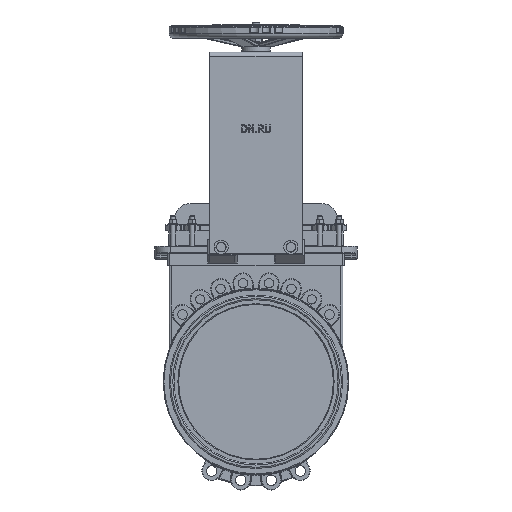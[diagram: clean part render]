
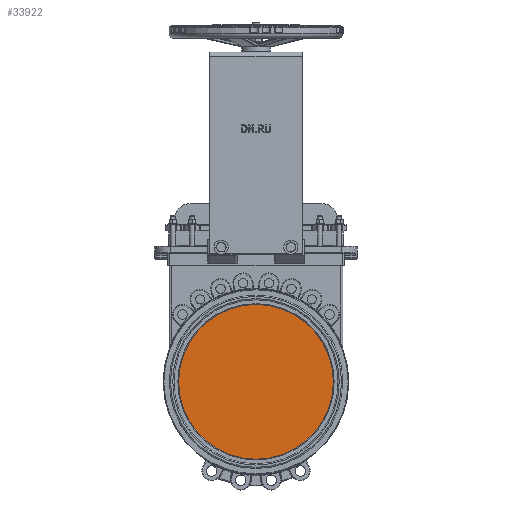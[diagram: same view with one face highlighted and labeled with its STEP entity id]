
A CAD part, top view. The second image highlights one B-rep face of the part: STEP entity #33922.
In plain terms, the highlighted planar face has unit normal (0, 0, 1).
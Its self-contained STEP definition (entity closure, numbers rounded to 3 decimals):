
#2756=PLANE('',#37234);
#4083=FACE_OUTER_BOUND('',#6194,.T.);
#6194=EDGE_LOOP('',(#25851));
#12061=CIRCLE('',#36673,200.);
#14417=VERTEX_POINT('',#56556);
#18042=EDGE_CURVE('',#14417,#14417,#12061,.T.);
#25851=ORIENTED_EDGE('',*,*,#18042,.F.);
#33922=ADVANCED_FACE('',(#4083),#2756,.T.);
#36673=AXIS2_PLACEMENT_3D('',#56558,#42920,#42921);
#37234=AXIS2_PLACEMENT_3D('',#59066,#44329,#44330);
#42920=DIRECTION('center_axis',(0.,0.,-1.));
#42921=DIRECTION('ref_axis',(1.,0.,0.));
#44329=DIRECTION('center_axis',(0.,0.,1.));
#44330=DIRECTION('ref_axis',(1.,0.,0.));
#56556=CARTESIAN_POINT('',(-200.,0.,20.));
#56558=CARTESIAN_POINT('Origin',(0.,0.,20.));
#59066=CARTESIAN_POINT('Origin',(0.,0.,20.));
